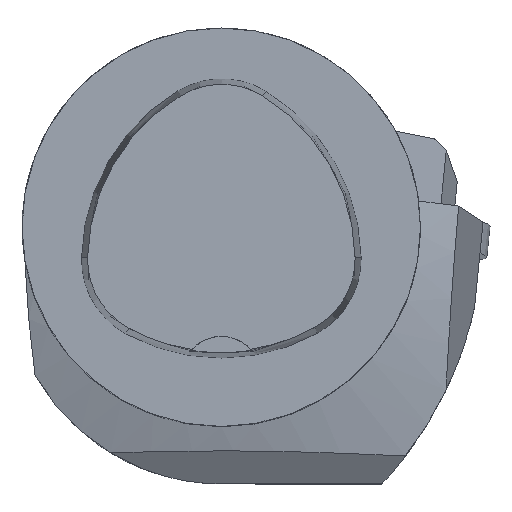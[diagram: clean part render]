
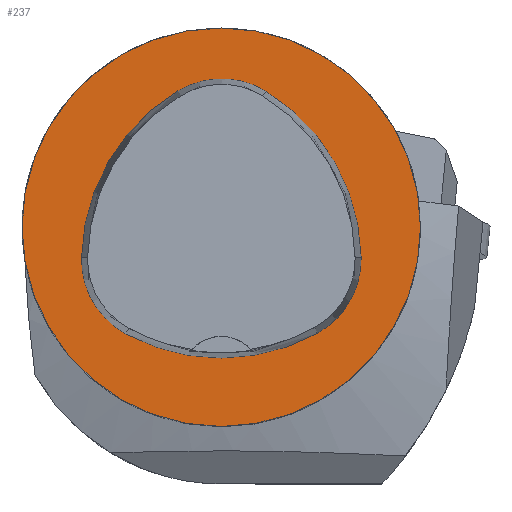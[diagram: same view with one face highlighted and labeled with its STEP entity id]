
A CAD part, top view. The second image highlights one B-rep face of the part: STEP entity #237.
In plain terms, the highlighted face is planar.
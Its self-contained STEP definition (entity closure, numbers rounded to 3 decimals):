
#100=FACE_BOUND('',#434,.T.);
#101=FACE_BOUND('',#435,.T.);
#201=CIRCLE('',#1546,20.);
#202=CIRCLE('',#1547,20.);
#203=CIRCLE('',#1548,8.5);
#204=CIRCLE('',#1549,20.);
#205=CIRCLE('',#1550,8.5);
#206=CIRCLE('',#1551,20.);
#207=CIRCLE('',#1552,8.5);
#237=ADVANCED_FACE('',(#100,#101),#309,.T.);
#309=PLANE('',#1553);
#434=EDGE_LOOP('',(#582));
#435=EDGE_LOOP('',(#583,#584,#585,#586,#587,#588));
#582=ORIENTED_EDGE('',*,*,#1071,.F.);
#583=ORIENTED_EDGE('',*,*,#1072,.T.);
#584=ORIENTED_EDGE('',*,*,#1073,.T.);
#585=ORIENTED_EDGE('',*,*,#1074,.T.);
#586=ORIENTED_EDGE('',*,*,#1075,.T.);
#587=ORIENTED_EDGE('',*,*,#1076,.T.);
#588=ORIENTED_EDGE('',*,*,#1077,.T.);
#934=VERTEX_POINT('',#2306);
#935=VERTEX_POINT('',#2308);
#936=VERTEX_POINT('',#2309);
#937=VERTEX_POINT('',#2311);
#938=VERTEX_POINT('',#2313);
#939=VERTEX_POINT('',#2315);
#940=VERTEX_POINT('',#2317);
#1071=EDGE_CURVE('',#934,#934,#201,.T.);
#1072=EDGE_CURVE('',#935,#936,#202,.T.);
#1073=EDGE_CURVE('',#936,#937,#203,.T.);
#1074=EDGE_CURVE('',#937,#938,#204,.T.);
#1075=EDGE_CURVE('',#938,#939,#205,.T.);
#1076=EDGE_CURVE('',#939,#940,#206,.T.);
#1077=EDGE_CURVE('',#940,#935,#207,.T.);
#1546=AXIS2_PLACEMENT_3D('',#2305,#1760,#1761);
#1547=AXIS2_PLACEMENT_3D('',#2307,#1762,#1763);
#1548=AXIS2_PLACEMENT_3D('',#2310,#1764,#1765);
#1549=AXIS2_PLACEMENT_3D('',#2312,#1766,#1767);
#1550=AXIS2_PLACEMENT_3D('',#2314,#1768,#1769);
#1551=AXIS2_PLACEMENT_3D('',#2316,#1770,#1771);
#1552=AXIS2_PLACEMENT_3D('',#2318,#1772,#1773);
#1553=AXIS2_PLACEMENT_3D('',#2319,#1774,#1775);
#1760=DIRECTION('',(0.,-1.,0.));
#1761=DIRECTION('',(0.,0.,-1.));
#1762=DIRECTION('',(0.,-1.,0.));
#1763=DIRECTION('',(-1.,0.,0.));
#1764=DIRECTION('',(0.,-1.,0.));
#1765=DIRECTION('',(-1.,0.,0.));
#1766=DIRECTION('',(0.,-1.,0.));
#1767=DIRECTION('',(-1.,0.,0.));
#1768=DIRECTION('',(0.,-1.,0.));
#1769=DIRECTION('',(-1.,0.,0.));
#1770=DIRECTION('',(0.,-1.,0.));
#1771=DIRECTION('',(-1.,0.,0.));
#1772=DIRECTION('',(0.,-1.,0.));
#1773=DIRECTION('',(-1.,0.,0.));
#1774=DIRECTION('',(0.,1.,0.));
#1775=DIRECTION('',(0.,0.,1.));
#2305=CARTESIAN_POINT('',(-23.25,50.,0.05));
#2306=CARTESIAN_POINT('',(-23.25,50.,-19.95));
#2307=CARTESIAN_POINT('',(-23.228,50.,6.914));
#2308=CARTESIAN_POINT('',(-32.905,50.,-10.589));
#2309=CARTESIAN_POINT('',(-13.662,50.,-10.649));
#2310=CARTESIAN_POINT('',(-17.728,50.,-3.185));
#2311=CARTESIAN_POINT('',(-9.229,50.,-3.025));
#2312=CARTESIAN_POINT('',(-29.226,50.,-3.4));
#2313=CARTESIAN_POINT('',(-18.903,50.,13.73));
#2314=CARTESIAN_POINT('',(-23.29,50.,6.45));
#2315=CARTESIAN_POINT('',(-27.722,50.,13.703));
#2316=CARTESIAN_POINT('',(-17.295,50.,-3.364));
#2317=CARTESIAN_POINT('',(-37.291,50.,-2.992));
#2318=CARTESIAN_POINT('',(-28.793,50.,-3.15));
#2319=CARTESIAN_POINT('',(-43.25,50.,0.05));
